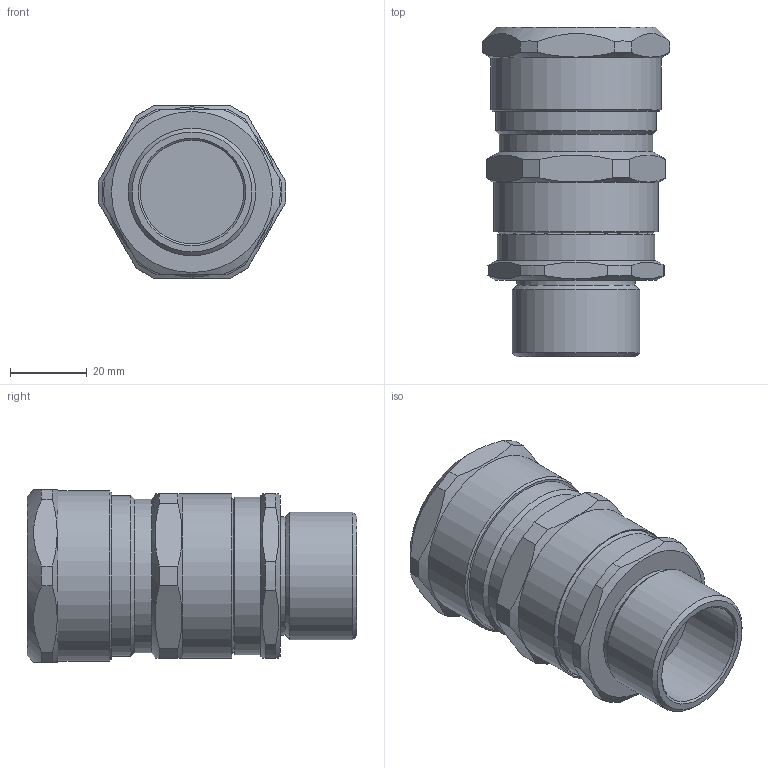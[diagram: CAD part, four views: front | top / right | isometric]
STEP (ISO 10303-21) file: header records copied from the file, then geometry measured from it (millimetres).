
FILE_DESCRIPTION(/* description */ ('ВКБ3-НС-G1-26-33'),/* implementation_level */ '2;1');
FILE_NAME(/* name */ '',/* time_stamp */ '2025-07-14T11:31:42+07:00',/* author */ ('zeta-86'),/* organization */ (''),/* preprocessor_version */ 'ST-DEVELOPER v19.2',/* originating_system */ 'Autodesk Inventor 2024',/* authorisation */ '');
FILE_SCHEMA (('AUTOMOTIVE_DESIGN { 1 0 10303 214 3 1 1 }'));
Length unit declared in the file: millimetre
Products named in the file (1): zeta34620
Bounding box: 48.96 x 86 x 45 mm (x, y, z)
Volume: 103225.4 mm3; surface area: 16908.9 mm2
Topology: 1 solids, 1 shells, 69 faces, 170 edges, 110 vertices
Faces by surface type: plane 39, cylinder 15, cone 13, torus 2
Full cylindrical faces by diameter (mm): 27 x1, 30.849 x1, 33.249 x1, 33.5 x1, 40 x1, 41 x1, 42 x1, 42.9 x1, 44.4 x1
Entity records: 2011 total; most frequent: CARTESIAN_POINT 478, ORIENTED_EDGE 340, DIRECTION 294, EDGE_CURVE 170, AXIS2_PLACEMENT_3D 118, VERTEX_POINT 110, EDGE_LOOP 76, FACE_OUTER_BOUND 69
